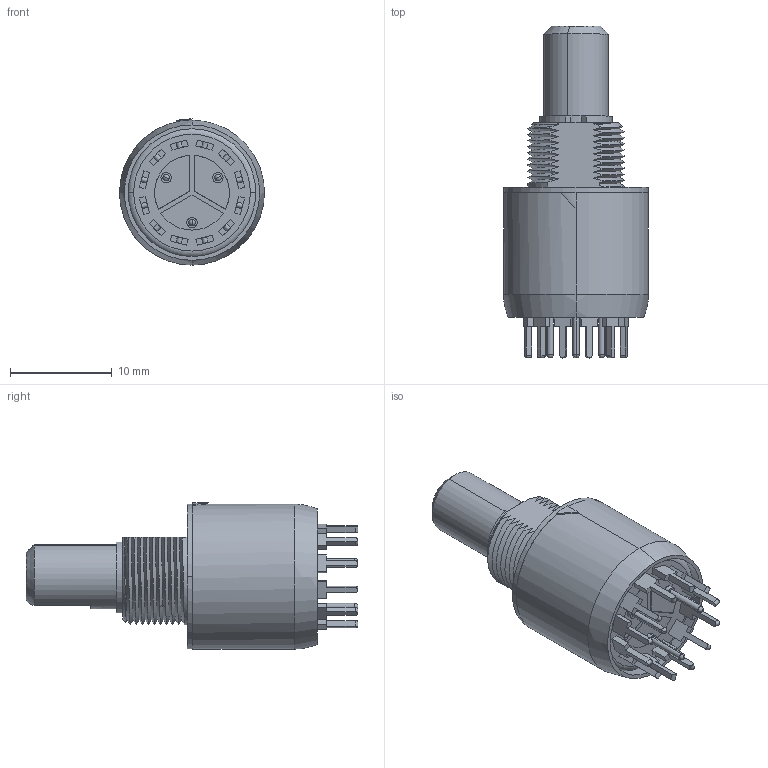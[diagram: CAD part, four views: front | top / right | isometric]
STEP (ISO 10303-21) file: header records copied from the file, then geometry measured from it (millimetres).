
FILE_DESCRIPTION((''),'2;1');
FILE_NAME('51KSP30-01-3-04N_SW0001','2014-10-29T',('jjanota'),(''),'PRO/ENGINEER BY PARAMETRIC TECHNOLOGY CORPORATION, 2011490','PRO/ENGINEER BY PARAMETRIC TECHNOLOGY CORPORATION, 2011490','');
FILE_SCHEMA(('CONFIG_CONTROL_DESIGN'));
Length unit declared in the file: inch
Products named in the file (1): 51KSP30-01-3-04N_SW0001
Bounding box: 14.27 x 32.69 x 14.4 mm (x, y, z)
Surface area: 1939.6 mm2 (no closed solid volume)
Topology: 0 solids, 21 shells, 196 faces, 585 edges, 411 vertices
Faces by surface type: plane 118, cylinder 36, bspline 30, sphere 6, cone 4, torus 2
Entity records: 16125 total; most frequent: CARTESIAN_POINT 9206, ORIENTED_EDGE 1011, DIRECTION 934, EDGE_CURVE 579, VERTEX_POINT 411, VECTOR 374, LINE 374, AXIS2_PLACEMENT_3D 280
